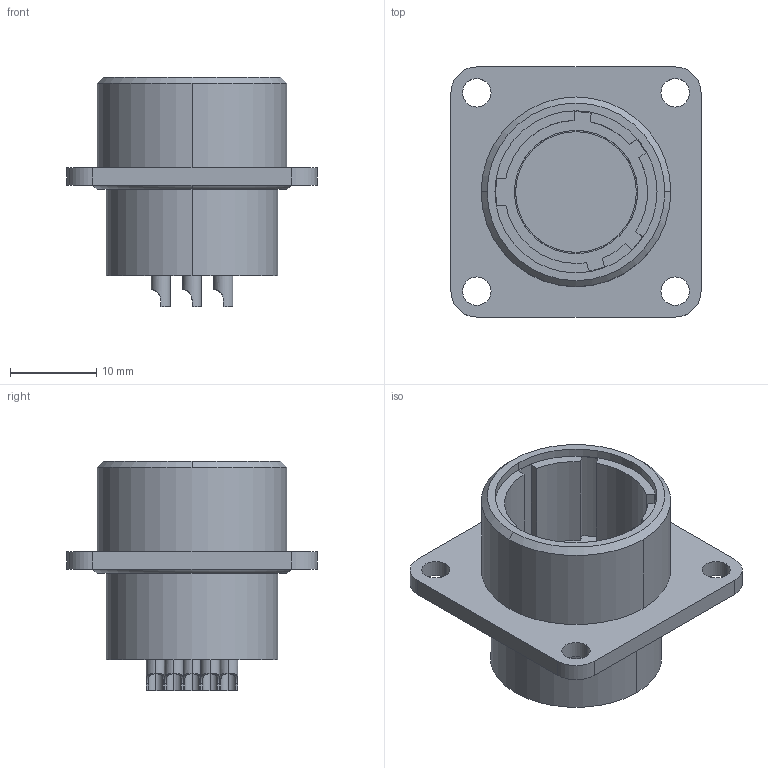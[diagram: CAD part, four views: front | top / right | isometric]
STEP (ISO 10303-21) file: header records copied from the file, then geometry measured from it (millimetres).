
FILE_DESCRIPTION(('CoCreate Modeling STEP Export'),'2;1');
FILE_NAME('JR16WR-7P.stp','2012-07-09T11:43:54',(''),(''),'CoCreate Modeling STEP processor for AP214 (Solid Model)','CoCreate Modeling 17.0 01-Apr-2010 (C) Parametric Technology GmbH','');
FILE_SCHEMA(('AUTOMOTIVE_DESIGN { 1 0 10303 214 1 1 1 1 }'));
Length unit declared in the file: millimetre
Products named in the file (1): JR16WR-7P
Bounding box: 29 x 29 x 26.6 mm (x, y, z)
Volume: 5690.8 mm3; surface area: 5575.8 mm2
Topology: 1 solids, 1 shells, 195 faces, 526 edges, 348 vertices
Faces by surface type: cylinder 95, plane 93, cone 5, torus 2
Entity records: 8268 total; most frequent: CARTESIAN_POINT 3881, ORIENTED_EDGE 1052, DIRECTION 735, EDGE_CURVE 526, VERTEX_POINT 348, VECTOR 267, LINE 267, AXIS2_PLACEMENT_3D 234
